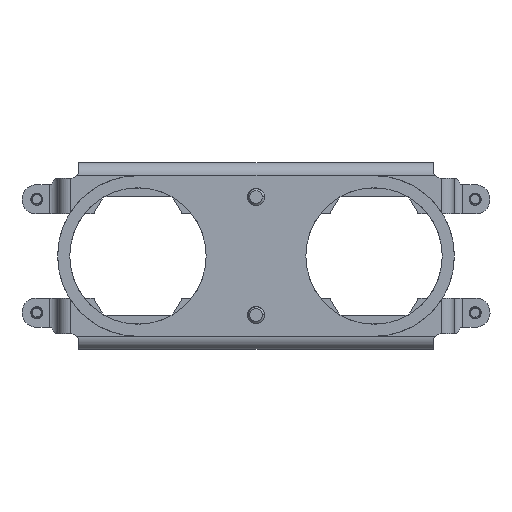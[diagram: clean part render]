
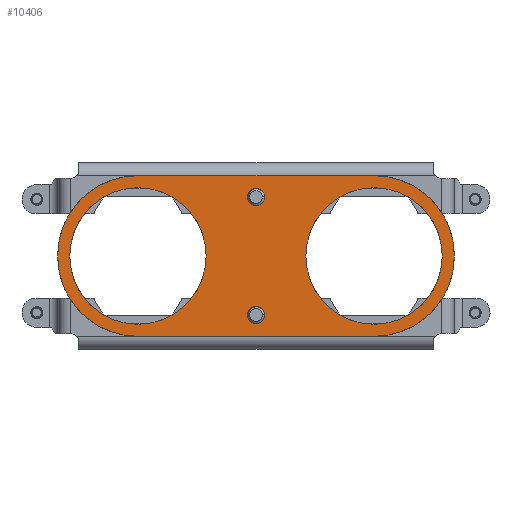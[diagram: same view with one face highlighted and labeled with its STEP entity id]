
A CAD part, front view. The second image highlights one B-rep face of the part: STEP entity #10406.
In plain terms, the highlighted planar face has unit normal (0, -1, 0).
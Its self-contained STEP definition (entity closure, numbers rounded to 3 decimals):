
#2146=CARTESIAN_POINT('',(0.,0.,-14.));
#2147=DIRECTION('',(0.,-1.,0.));
#2148=DIRECTION('',(0.762,0.,-0.647));
#2149=AXIS2_PLACEMENT_3D('',#2146,#2147,#2148);
#2151=CARTESIAN_POINT('',(0.,0.,-14.));
#2152=DIRECTION('',(0.,-1.,0.));
#2153=DIRECTION('',(0.998,0.,0.057));
#2154=AXIS2_PLACEMENT_3D('',#2151,#2152,#2153);
#2156=DIRECTION('',(0.236,0.,-0.972));
#2157=VECTOR('',#2156,0.2);
#2158=CARTESIAN_POINT('',(-0.473,0.,
-12.057));
#2159=LINE('',#2158,#2157);
#2160=CARTESIAN_POINT('',(0.,0.,-14.));
#2161=DIRECTION('',(0.,-1.,0.));
#2162=DIRECTION('',(-0.236,0.,0.972));
#2163=AXIS2_PLACEMENT_3D('',#2160,#2161,#2162);
#2165=CARTESIAN_POINT('',(0.,0.,14.));
#2166=DIRECTION('',(0.,-1.,0.));
#2167=DIRECTION('',(0.724,0.,-0.69));
#2168=AXIS2_PLACEMENT_3D('',#2165,#2166,#2167);
#2170=CARTESIAN_POINT('',(0.,0.,14.));
#2171=DIRECTION('',(0.,-1.,0.));
#2172=DIRECTION('',(1.,0.,0.));
#2173=AXIS2_PLACEMENT_3D('',#2170,#2171,#2172);
#2175=DIRECTION('',(0.18,0.,-0.984));
#2176=VECTOR('',#2175,0.2);
#2177=CARTESIAN_POINT('',(-0.361,0.,
15.967));
#2178=LINE('',#2177,#2176);
#2179=CARTESIAN_POINT('',(0.,0.,14.));
#2180=DIRECTION('',(0.,-1.,0.));
#2181=DIRECTION('',(-0.18,0.,0.984));
#2182=AXIS2_PLACEMENT_3D('',#2179,#2180,#2181);
#2184=CARTESIAN_POINT('',(28.,0.,0.));
#2185=DIRECTION('',(0.,-1.,0.));
#2186=DIRECTION('',(1.,0.,0.));
#2187=AXIS2_PLACEMENT_3D('',#2184,#2185,#2186);
#2189=CARTESIAN_POINT('',(28.,0.,0.));
#2190=DIRECTION('',(0.,-1.,0.));
#2191=DIRECTION('',(-1.,0.,0.));
#2192=AXIS2_PLACEMENT_3D('',#2189,#2190,#2191);
#2194=CARTESIAN_POINT('',(-28.,0.,0.));
#2195=DIRECTION('',(0.,-1.,0.));
#2196=DIRECTION('',(1.,0.,0.));
#2197=AXIS2_PLACEMENT_3D('',#2194,#2195,#2196);
#2199=CARTESIAN_POINT('',(-28.,0.,0.));
#2200=DIRECTION('',(0.,-1.,0.));
#2201=DIRECTION('',(-1.,0.,0.));
#2202=AXIS2_PLACEMENT_3D('',#2199,#2200,#2201);
#2204=CARTESIAN_POINT('',(-28.,0.,0.));
#2205=DIRECTION('',(0.,1.,0.));
#2206=DIRECTION('',(0.,0.,-1.));
#2207=AXIS2_PLACEMENT_3D('',#2204,#2205,#2206);
#2209=CARTESIAN_POINT('',(-28.,0.,0.));
#2210=DIRECTION('',(0.,1.,0.));
#2211=DIRECTION('',(-1.,0.,0.));
#2212=AXIS2_PLACEMENT_3D('',#2209,#2210,#2211);
#2214=CARTESIAN_POINT('',(28.,0.,0.));
#2215=DIRECTION('',(0.,1.,0.));
#2216=DIRECTION('',(0.,0.,1.));
#2217=AXIS2_PLACEMENT_3D('',#2214,#2215,#2216);
#2219=CARTESIAN_POINT('',(28.,0.,0.));
#2220=DIRECTION('',(0.,1.,0.));
#2221=DIRECTION('',(1.,0.,0.));
#2222=AXIS2_PLACEMENT_3D('',#2219,#2220,#2221);
#2357=CARTESIAN_POINT('',(1.525,0.,
-15.294));
#2358=CARTESIAN_POINT('',(1.402,0.,
-15.427));
#2359=CARTESIAN_POINT('',(1.132,0.,
-15.65));
#2360=CARTESIAN_POINT('',(0.64,0.,
-15.874));
#2361=CARTESIAN_POINT('',(0.114,0.,
-15.958));
#2362=CARTESIAN_POINT('',(-0.434,0.,
-15.889));
#2363=CARTESIAN_POINT('',(-0.934,0.,
-15.672));
#2364=CARTESIAN_POINT('',(-1.345,0.,
-15.333));
#2365=CARTESIAN_POINT('',(-1.649,0.,
-14.882));
#2366=CARTESIAN_POINT('',(-1.808,0.,
-14.375));
#2367=CARTESIAN_POINT('',(-1.816,0.,
-14.036));
#2368=CARTESIAN_POINT('',(-1.795,0.,
-13.864));
#3830=CARTESIAN_POINT('',(1.448,0.,12.621));
#3831=CARTESIAN_POINT('',(1.319,0.,12.495));
#3832=CARTESIAN_POINT('',(1.036,0.,
12.288));
#3833=CARTESIAN_POINT('',(0.533,0.,
12.093));
#3834=CARTESIAN_POINT('',(0.004,0.,
12.039));
#3835=CARTESIAN_POINT('',(-0.538,0.,
12.138));
#3836=CARTESIAN_POINT('',(-1.024,0.,
12.382));
#3837=CARTESIAN_POINT('',(-1.416,0.,
12.742));
#3838=CARTESIAN_POINT('',(-1.696,0.,
13.211));
#3839=CARTESIAN_POINT('',(-1.827,0.,
13.73));
#3840=CARTESIAN_POINT('',(-1.815,0.,
14.068));
#3841=CARTESIAN_POINT('',(-1.784,0.,
14.238));
#5176=DIRECTION('',(-1.,0.,0.));
#5177=VECTOR('',#5176,56.);
#5178=CARTESIAN_POINT('',(28.,0.,19.05));
#5179=LINE('',#5178,#5177);
#6000=DIRECTION('',(1.,0.,0.));
#6001=VECTOR('',#6000,56.);
#6002=CARTESIAN_POINT('',(-28.,0.,-19.05));
#6003=LINE('',#6002,#6001);
#6374=CARTESIAN_POINT('',(44.175,0.,0.));
#6375=VERTEX_POINT('',#6374);
#6376=CARTESIAN_POINT('',(11.825,0.,0.));
#6377=VERTEX_POINT('',#6376);
#6485=CARTESIAN_POINT('',(-28.,0.,19.05));
#6486=VERTEX_POINT('',#6485);
#6487=CARTESIAN_POINT('',(-47.05,0.,0.));
#6488=VERTEX_POINT('',#6487);
#6489=CARTESIAN_POINT('',(-28.,0.,-19.05));
#6490=VERTEX_POINT('',#6489);
#6600=CARTESIAN_POINT('',(-11.825,0.,0.));
#6601=VERTEX_POINT('',#6600);
#6602=CARTESIAN_POINT('',(-44.175,0.,0.));
#6603=VERTEX_POINT('',#6602);
#6672=CARTESIAN_POINT('',(28.,0.,19.05));
#6673=VERTEX_POINT('',#6672);
#6674=CARTESIAN_POINT('',(47.05,0.,0.));
#6675=VERTEX_POINT('',#6674);
#6676=CARTESIAN_POINT('',(28.,0.,-19.05));
#6677=VERTEX_POINT('',#6676);
#6678=CARTESIAN_POINT('',(2.,0.,14.));
#6679=CARTESIAN_POINT('',(-0.361,0.,15.967));
#6680=VERTEX_POINT('',#6678);
#6681=VERTEX_POINT('',#6679);
#6682=CARTESIAN_POINT('',(1.448,0.,12.621));
#6683=VERTEX_POINT('',#6682);
#6684=CARTESIAN_POINT('',(-0.325,0.,
15.77));
#6685=VERTEX_POINT('',#6684);
#6686=CARTESIAN_POINT('',(-1.784,0.,14.238));
#6687=VERTEX_POINT('',#6686);
#6688=CARTESIAN_POINT('',(1.997,0.,-13.886));
#6689=CARTESIAN_POINT('',(-0.473,0.,-12.057));
#6690=VERTEX_POINT('',#6688);
#6691=VERTEX_POINT('',#6689);
#6692=CARTESIAN_POINT('',(1.525,0.,-15.294));
#6693=VERTEX_POINT('',#6692);
#6694=CARTESIAN_POINT('',(-0.425,0.,
-12.251));
#6695=VERTEX_POINT('',#6694);
#6696=CARTESIAN_POINT('',(-1.795,0.,-13.864));
#6697=VERTEX_POINT('',#6696);
#10357=CARTESIAN_POINT('',(0.,0.,0.));
#10358=DIRECTION('',(0.,1.,0.));
#10359=DIRECTION('',(1.,0.,0.));
#10360=AXIS2_PLACEMENT_3D('',#10357,#10358,#10359);
#10361=PLANE('',#10360);
#10362=ORIENTED_EDGE('',*,*,#9038,.T.);
#10363=ORIENTED_EDGE('',*,*,#9036,.T.);
#10365=ORIENTED_EDGE('',*,*,#10364,.F.);
#10367=ORIENTED_EDGE('',*,*,#10366,.T.);
#10369=ORIENTED_EDGE('',*,*,#10368,.T.);
#10371=ORIENTED_EDGE('',*,*,#10370,.F.);
#10372=EDGE_LOOP('',(#10362,#10363,#10365,#10367,#10369,#10371));
#10373=FACE_OUTER_BOUND('',#10372,.F.);
#10375=ORIENTED_EDGE('',*,*,#10374,.T.);
#10377=ORIENTED_EDGE('',*,*,#10376,.T.);
#10379=ORIENTED_EDGE('',*,*,#10378,.T.);
#10381=ORIENTED_EDGE('',*,*,#10380,.T.);
#10383=ORIENTED_EDGE('',*,*,#10382,.F.);
#10384=EDGE_LOOP('',(#10375,#10377,#10379,#10381,#10383));
#10385=FACE_BOUND('',#10384,.F.);
#10386=ORIENTED_EDGE('',*,*,#10346,.T.);
#10387=ORIENTED_EDGE('',*,*,#8548,.T.);
#10388=EDGE_LOOP('',(#10386,#10387));
#10389=FACE_BOUND('',#10388,.F.);
#10390=ORIENTED_EDGE('',*,*,#9750,.T.);
#10391=ORIENTED_EDGE('',*,*,#9729,.T.);
#10392=EDGE_LOOP('',(#10390,#10391));
#10393=FACE_BOUND('',#10392,.F.);
#10395=ORIENTED_EDGE('',*,*,#10394,.T.);
#10397=ORIENTED_EDGE('',*,*,#10396,.T.);
#10399=ORIENTED_EDGE('',*,*,#10398,.T.);
#10401=ORIENTED_EDGE('',*,*,#10400,.T.);
#10403=ORIENTED_EDGE('',*,*,#10402,.F.);
#10404=EDGE_LOOP('',(#10395,#10397,#10399,#10401,#10403));
#10405=FACE_BOUND('',#10404,.F.);
#10406=ADVANCED_FACE('',(#10373,#10385,#10389,#10393,#10405),#10361,.F.);
#2150=CIRCLE('',#2149,2.);
#2155=CIRCLE('',#2154,2.);
#2164=CIRCLE('',#2163,1.8);
#2169=CIRCLE('',#2168,2.);
#2174=CIRCLE('',#2173,2.);
#2183=CIRCLE('',#2182,1.8);
#2188=CIRCLE('',#2187,16.175);
#2193=CIRCLE('',#2192,16.175);
#2198=CIRCLE('',#2197,16.175);
#2203=CIRCLE('',#2202,16.175);
#2208=CIRCLE('',#2207,19.05);
#2213=CIRCLE('',#2212,19.05);
#2218=CIRCLE('',#2217,19.05);
#2223=CIRCLE('',#2222,19.05);
#2369=B_SPLINE_CURVE_WITH_KNOTS('',3,(#2357,#2358,#2359,#2360,#2361,#2362,#2363,
#2364,#2365,#2366,#2367,#2368),.UNSPECIFIED.,.F.,.F.,(4,1,1,1,1,1,1,1,1,4),
(0.,0.111,0.222,0.333,0.444,
0.556,0.667,0.778,0.889,1.),
.UNSPECIFIED.);
#3842=B_SPLINE_CURVE_WITH_KNOTS('',3,(#3830,#3831,#3832,#3833,#3834,#3835,#3836,
#3837,#3838,#3839,#3840,#3841),.UNSPECIFIED.,.F.,.F.,(4,1,1,1,1,1,1,1,1,4),
(0.,0.111,0.222,0.333,0.444,
0.556,0.667,0.778,0.889,1.),
.UNSPECIFIED.);
#8548=EDGE_CURVE('',#6377,#6375,#2193,.T.);
#9036=EDGE_CURVE('',#6488,#6486,#2213,.T.);
#9038=EDGE_CURVE('',#6490,#6488,#2208,.T.);
#9729=EDGE_CURVE('',#6603,#6601,#2203,.T.);
#9750=EDGE_CURVE('',#6601,#6603,#2198,.T.);
#10346=EDGE_CURVE('',#6375,#6377,#2188,.T.);
#10364=EDGE_CURVE('',#6673,#6486,#5179,.T.);
#10366=EDGE_CURVE('',#6673,#6675,#2218,.T.);
#10368=EDGE_CURVE('',#6675,#6677,#2223,.T.);
#10370=EDGE_CURVE('',#6490,#6677,#6003,.T.);
#10374=EDGE_CURVE('',#6683,#6680,#2169,.T.);
#10376=EDGE_CURVE('',#6680,#6681,#2174,.T.);
#10378=EDGE_CURVE('',#6681,#6685,#2178,.T.);
#10380=EDGE_CURVE('',#6685,#6687,#2183,.T.);
#10382=EDGE_CURVE('',#6683,#6687,#3842,.T.);
#10394=EDGE_CURVE('',#6693,#6690,#2150,.T.);
#10396=EDGE_CURVE('',#6690,#6691,#2155,.T.);
#10398=EDGE_CURVE('',#6691,#6695,#2159,.T.);
#10400=EDGE_CURVE('',#6695,#6697,#2164,.T.);
#10402=EDGE_CURVE('',#6693,#6697,#2369,.T.);
